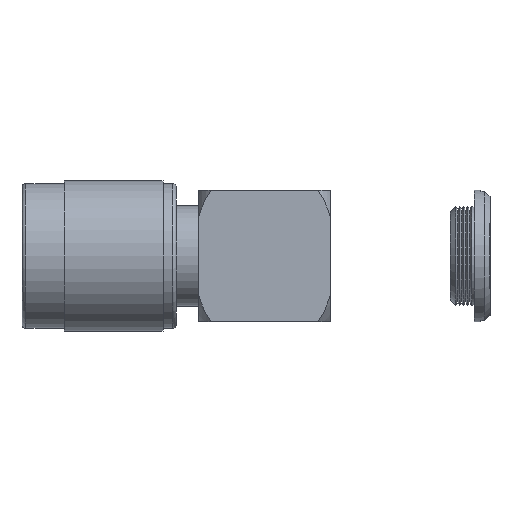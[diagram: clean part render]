
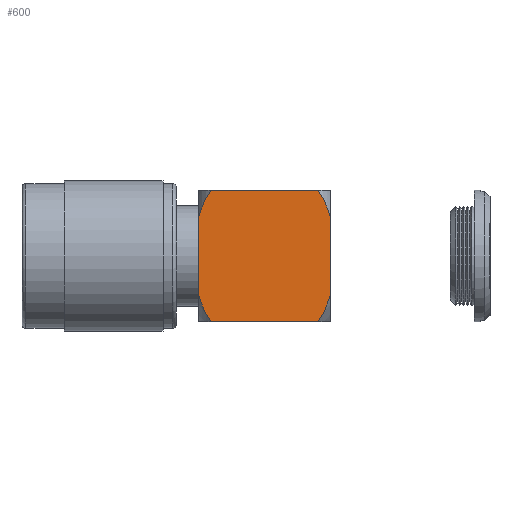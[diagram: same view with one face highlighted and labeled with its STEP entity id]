
A CAD part, left-side view. The second image highlights one B-rep face of the part: STEP entity #600.
In plain terms, the highlighted planar face has unit normal (-1, 0, 0).
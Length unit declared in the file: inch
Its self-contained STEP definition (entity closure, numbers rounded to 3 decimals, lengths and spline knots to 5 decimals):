
#600 = ADVANCED_FACE ( 'NONE', ( #4426 ), #2416, .F. ) ;
#755 = CARTESIAN_POINT ( 'NONE',  ( -0.25, -0.085, -0.14506 ) ) ;
#756 = CARTESIAN_POINT ( 'NONE',  ( -0.25, -0.08976, -0.16368 ) ) ;
#759 = CARTESIAN_POINT ( 'NONE',  ( -0.25, -0.09593, -0.18207 ) ) ;
#760 = CARTESIAN_POINT ( 'NONE',  ( -0.25, -0.1329, -0.25 ) ) ;
#768 = CARTESIAN_POINT ( 'NONE',  ( -0.25, -0.11182, -0.21757 ) ) ;
#794 = CARTESIAN_POINT ( 'NONE',  ( -0.25, -0.12138, -0.23436 ) ) ;
#891 = ORIENTED_EDGE ( 'NONE', *, *, #1818, .F. ) ;
#892 = ORIENTED_EDGE ( 'NONE', *, *, #2200, .T. ) ;
#895 = ORIENTED_EDGE ( 'NONE', *, *, #2048, .F. ) ;
#970 = ORIENTED_EDGE ( 'NONE', *, *, #2213, .F. ) ;
#985 = ORIENTED_EDGE ( 'NONE', *, *, #1831, .F. ) ;
#987 = ORIENTED_EDGE ( 'NONE', *, *, #1806, .T. ) ;
#1097 = ORIENTED_EDGE ( 'NONE', *, *, #2223, .F. ) ;
#1322 = ORIENTED_EDGE ( 'NONE', *, *, #2049, .F. ) ;
#1741 = AXIS2_PLACEMENT_3D ( 'NONE', #2418, #2414, #2413 ) ;
#1806 = EDGE_CURVE ( 'NONE', #4256, #4013, #3008, .T. ) ;
#1818 = EDGE_CURVE ( 'NONE', #4261, #4013, #3185, .T. ) ;
#1831 = EDGE_CURVE ( 'NONE', #4342, #3894, #3184, .T. ) ;
#2048 = EDGE_CURVE ( 'NONE', #4337, #4342, #2930, .T. ) ;
#2049 = EDGE_CURVE ( 'NONE', #4256, #4254, #3176, .T. ) ;
#2200 = EDGE_CURVE ( 'NONE', #4261, #3894, #2846, .T. ) ;
#2213 = EDGE_CURVE ( 'NONE', #4254, #4260, #3118, .T. ) ;
#2223 = EDGE_CURVE ( 'NONE', #4260, #4337, #5077, .T. ) ;
#2413 = DIRECTION ( 'NONE',  ( 0., 0., -1. ) ) ;
#2414 = DIRECTION ( 'NONE',  ( 1., 0., 0. ) ) ;
#2416 = PLANE ( 'NONE',  #1741 ) ;
#2418 = CARTESIAN_POINT ( 'NONE',  ( -0.25, -0.585, 0.25 ) ) ;
#2824 = VECTOR ( 'NONE', #3528, 39.37008 ) ;
#2836 = VECTOR ( 'NONE', #3671, 39.37008 ) ;
#2846 = LINE ( 'NONE', #3669, #2836 ) ;
#2930 = LINE ( 'NONE', #3547, #2824 ) ;
#2996 = VECTOR ( 'NONE', #4618, 39.37008 ) ;
#3008 = LINE ( 'NONE', #4605, #2996 ) ;
#3111 = VECTOR ( 'NONE', #3739, 39.37008 ) ;
#3118 = LINE ( 'NONE', #3738, #3111 ) ;
#3176 = B_SPLINE_CURVE_WITH_KNOTS ( 'NONE', 3,
 ( #3526, #3549, #3522, #3520, #3519, #3517 ),
 .UNSPECIFIED., .F., .F.,
 ( 4, 2, 4 ),
 ( 0.03967, 0.04113, 0.04259 ),
 .UNSPECIFIED. ) ;
#3184 = B_SPLINE_CURVE_WITH_KNOTS ( 'NONE', 3,
 ( #760, #794, #768, #759, #756, #755 ),
 .UNSPECIFIED., .F., .F.,
 ( 4, 2, 4 ),
 ( 0.03967, 0.04113, 0.04259 ),
 .UNSPECIFIED. ) ;
#3185 = B_SPLINE_CURVE_WITH_KNOTS ( 'NONE', 3,
 ( #4667, #4665, #4662, #4668, #4669, #4670, #4671, #4673, #4675, #4677 ),
 .UNSPECIFIED., .F., .F.,
 ( 4, 2, 2, 2, 4 ),
 ( 0.00371, 0.00444, 0.00517, 0.0059, 0.00663 ),
 .UNSPECIFIED. ) ;
#3234 = CARTESIAN_POINT ( 'NONE',  ( -0.25, -0.5371, -0.25 ) ) ;
#3243 = CARTESIAN_POINT ( 'NONE',  ( -0.25, -0.1329, -0.25 ) ) ;
#3286 = CARTESIAN_POINT ( 'NONE',  ( -0.25, -0.085, 0.14506 ) ) ;
#3288 = CARTESIAN_POINT ( 'NONE',  ( -0.25, -0.585, -0.14506 ) ) ;
#3293 = CARTESIAN_POINT ( 'NONE',  ( -0.25, -0.5371, 0.25 ) ) ;
#3296 = CARTESIAN_POINT ( 'NONE',  ( -0.25, -0.585, 0.14506 ) ) ;
#3517 = CARTESIAN_POINT ( 'NONE',  ( -0.25, -0.585, 0.14506 ) ) ;
#3519 = CARTESIAN_POINT ( 'NONE',  ( -0.25, -0.58024, 0.16368 ) ) ;
#3520 = CARTESIAN_POINT ( 'NONE',  ( -0.25, -0.57407, 0.18207 ) ) ;
#3522 = CARTESIAN_POINT ( 'NONE',  ( -0.25, -0.55818, 0.21757 ) ) ;
#3526 = CARTESIAN_POINT ( 'NONE',  ( -0.25, -0.5371, 0.25 ) ) ;
#3528 = DIRECTION ( 'NONE',  ( 0., 1., 0. ) ) ;
#3547 = CARTESIAN_POINT ( 'NONE',  ( -0.25, -0.585, -0.25 ) ) ;
#3549 = CARTESIAN_POINT ( 'NONE',  ( -0.25, -0.54862, 0.23436 ) ) ;
#3669 = CARTESIAN_POINT ( 'NONE',  ( -0.25, -0.085, 0.25 ) ) ;
#3671 = DIRECTION ( 'NONE',  ( 0., 0., -1. ) ) ;
#3738 = CARTESIAN_POINT ( 'NONE',  ( -0.25, -0.585, 0.25 ) ) ;
#3739 = DIRECTION ( 'NONE',  ( 0., 0., -1. ) ) ;
#3894 = VERTEX_POINT ( 'NONE', #4969 ) ;
#4013 = VERTEX_POINT ( 'NONE', #4990 ) ;
#4018 = EDGE_LOOP ( 'NONE', ( #1097, #970, #1322, #987, #891, #892, #985, #895 ) ) ;
#4254 = VERTEX_POINT ( 'NONE', #3296 ) ;
#4256 = VERTEX_POINT ( 'NONE', #3293 ) ;
#4260 = VERTEX_POINT ( 'NONE', #3288 ) ;
#4261 = VERTEX_POINT ( 'NONE', #3286 ) ;
#4337 = VERTEX_POINT ( 'NONE', #3234 ) ;
#4342 = VERTEX_POINT ( 'NONE', #3243 ) ;
#4426 = FACE_OUTER_BOUND ( 'NONE', #4018, .T. ) ;
#4605 = CARTESIAN_POINT ( 'NONE',  ( -0.25, -0.585, 0.25 ) ) ;
#4618 = DIRECTION ( 'NONE',  ( 0., 1., 0. ) ) ;
#4662 = CARTESIAN_POINT ( 'NONE',  ( -0.25, -0.09016, 0.16378 ) ) ;
#4665 = CARTESIAN_POINT ( 'NONE',  ( -0.25, -0.0874, 0.15442 ) ) ;
#4667 = CARTESIAN_POINT ( 'NONE',  ( -0.25, -0.085, 0.14506 ) ) ;
#4668 = CARTESIAN_POINT ( 'NONE',  ( -0.25, -0.09644, 0.18209 ) ) ;
#4669 = CARTESIAN_POINT ( 'NONE',  ( -0.25, -0.09995, 0.19107 ) ) ;
#4670 = CARTESIAN_POINT ( 'NONE',  ( -0.25, -0.10782, 0.20864 ) ) ;
#4671 = CARTESIAN_POINT ( 'NONE',  ( -0.25, -0.11217, 0.21724 ) ) ;
#4673 = CARTESIAN_POINT ( 'NONE',  ( -0.25, -0.12183, 0.234 ) ) ;
#4675 = CARTESIAN_POINT ( 'NONE',  ( -0.25, -0.12716, 0.24221 ) ) ;
#4677 = CARTESIAN_POINT ( 'NONE',  ( -0.25, -0.1329, 0.25 ) ) ;
#4969 = CARTESIAN_POINT ( 'NONE',  ( -0.25, -0.085, -0.14506 ) ) ;
#4990 = CARTESIAN_POINT ( 'NONE',  ( -0.25, -0.1329, 0.25 ) ) ;
#5008 = CARTESIAN_POINT ( 'NONE',  ( -0.25, -0.5371, -0.25 ) ) ;
#5010 = CARTESIAN_POINT ( 'NONE',  ( -0.25, -0.54284, -0.24221 ) ) ;
#5013 = CARTESIAN_POINT ( 'NONE',  ( -0.25, -0.54817, -0.234 ) ) ;
#5014 = CARTESIAN_POINT ( 'NONE',  ( -0.25, -0.55783, -0.21724 ) ) ;
#5016 = CARTESIAN_POINT ( 'NONE',  ( -0.25, -0.56218, -0.20864 ) ) ;
#5017 = CARTESIAN_POINT ( 'NONE',  ( -0.25, -0.57005, -0.19107 ) ) ;
#5019 = CARTESIAN_POINT ( 'NONE',  ( -0.25, -0.57356, -0.18209 ) ) ;
#5020 = CARTESIAN_POINT ( 'NONE',  ( -0.25, -0.57984, -0.16378 ) ) ;
#5051 = CARTESIAN_POINT ( 'NONE',  ( -0.25, -0.5826, -0.15442 ) ) ;
#5056 = CARTESIAN_POINT ( 'NONE',  ( -0.25, -0.585, -0.14506 ) ) ;
#5077 = B_SPLINE_CURVE_WITH_KNOTS ( 'NONE', 3,
 ( #5056, #5051, #5020, #5019, #5017, #5016, #5014, #5013, #5010, #5008 ),
 .UNSPECIFIED., .F., .F.,
 ( 4, 2, 2, 2, 4 ),
 ( 0.00371, 0.00444, 0.00517, 0.0059, 0.00663 ),
 .UNSPECIFIED. ) ;
